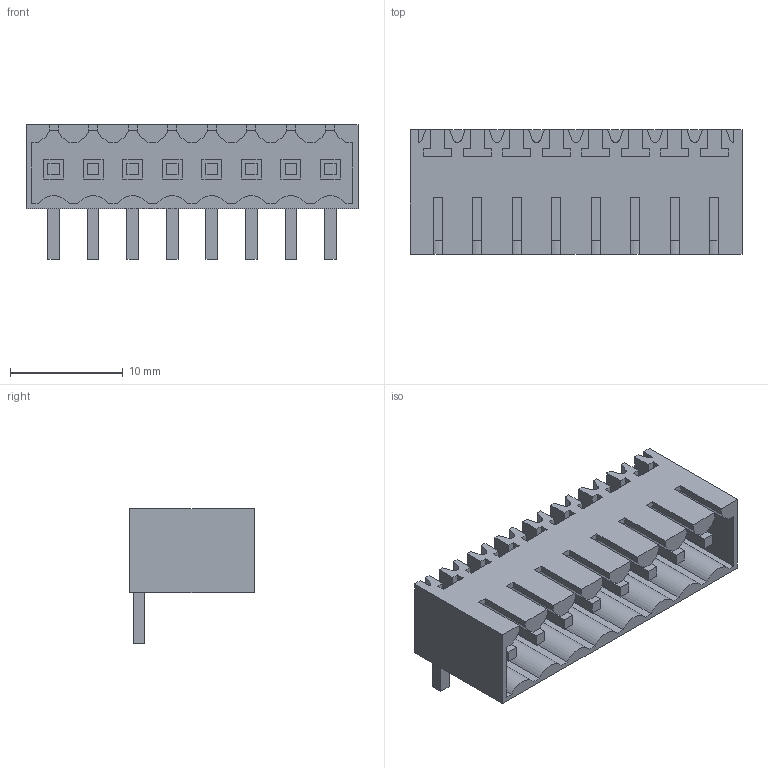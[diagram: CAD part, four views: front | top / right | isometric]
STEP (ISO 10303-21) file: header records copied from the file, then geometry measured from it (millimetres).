
FILE_DESCRIPTION(('CATIA V5 STEP Exchange','CAx-IF Rec.Pracs.--- Model Styling and Organization---1.2---2011-12-15'),'2;1');
FILE_NAME ('D1453464_0_1614180099_1614180099.stp','2018-03-06T11:31:12+00:00',('none'),('Weidmueller'),'CATIA Version 5-6 Release 2014','CATIA V5 STEP AP214','none');
FILE_SCHEMA(('AUTOMOTIVE_DESIGN { 1 0 10303 214 1 1 1 1 }'));
Length unit declared in the file: millimetre
Products named in the file (1): 1614180099
Bounding box: 29.4 x 11.05 x 11.95 mm (x, y, z)
Volume: 1097.3 mm3; surface area: 3041 mm2
Topology: 9 solids, 9 shells, 462 faces, 1407 edges, 963 vertices
Faces by surface type: plane 429, cylinder 33
Entity records: 14549 total; most frequent: ORIENTED_EDGE 2814, CARTESIAN_POINT 2630, DIRECTION 1925, EDGE_CURVE 1407, VECTOR 1327, LINE 1327, VERTEX_POINT 963, EDGE_LOOP 478
